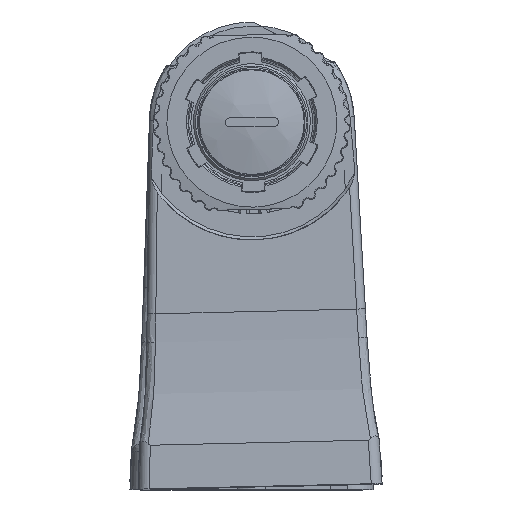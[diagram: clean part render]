
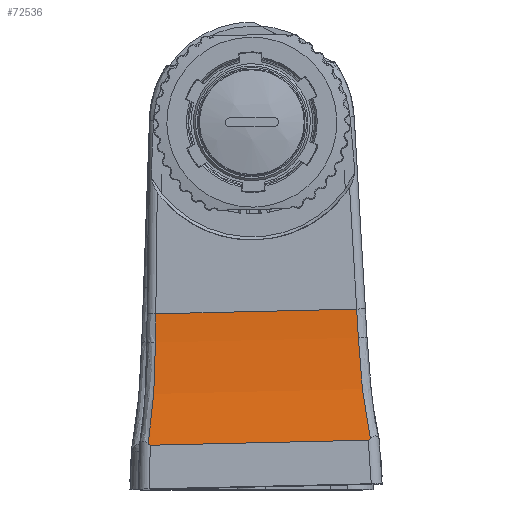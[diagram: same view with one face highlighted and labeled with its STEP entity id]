
A CAD part, top view. The second image highlights one B-rep face of the part: STEP entity #72536.
In plain terms, the highlighted free-form (B-spline) face has degree [1, 2] with [2, 3] control points.
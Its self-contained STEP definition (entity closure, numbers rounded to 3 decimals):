
#218=(
BOUNDED_SURFACE()
B_SPLINE_SURFACE(1,2,((#108911,#108912,#108913),(#108914,#108915,#108916)),
 .UNSPECIFIED.,.F.,.F.,.F.)
B_SPLINE_SURFACE_WITH_KNOTS((2,2),(3,3),(-0.581,0.581),
(-1.401,-0.544),.UNSPECIFIED.)
GEOMETRIC_REPRESENTATION_ITEM()
RATIONAL_B_SPLINE_SURFACE(((1.,0.91,1.),(1.,0.91,
1.)))
REPRESENTATION_ITEM('')
SURFACE()
);
#7037=FACE_OUTER_BOUND('',#11134,.T.);
#11134=EDGE_LOOP('',(#48101,#48102,#48103,#48104,#48105,#48106,#48107,#48108));
#15878=LINE('',#106377,#20998);
#16032=LINE('',#108910,#21152);
#20998=VECTOR('',#84788,10.);
#21152=VECTOR('',#85578,10.);
#25944=B_SPLINE_CURVE_WITH_KNOTS('',3,(#105995,#105996,#105997,#105998),
 .UNSPECIFIED.,.F.,.F.,(4,4),(-0.663,0.),.UNSPECIFIED.);
#25965=B_SPLINE_CURVE_WITH_KNOTS('',3,(#106419,#106420,#106421,#106422),
 .UNSPECIFIED.,.F.,.F.,(4,4),(-0.663,0.),.UNSPECIFIED.);
#26097=B_SPLINE_CURVE_WITH_KNOTS('',3,(#108883,#108884,#108885,#108886,
#108887,#108888,#108889),.UNSPECIFIED.,.F.,.F.,(4,1,1,1,4),(-2.732,
-1.708,-1.025,-0.684,-0.348),
 .UNSPECIFIED.);
#26098=B_SPLINE_CURVE_WITH_KNOTS('',3,(#108892,#108893,#108894,#108895,
#108896,#108897,#108898,#108899),.UNSPECIFIED.,.F.,.F.,(4,2,2,4),(4.043,
4.062,4.08,4.098),.UNSPECIFIED.);
#26099=B_SPLINE_CURVE_WITH_KNOTS('',3,(#108918,#108919,#108920,#108921,
#108922,#108923,#108924,#108925),.UNSPECIFIED.,.F.,.F.,(4,2,2,4),(4.089,
4.107,4.125,4.144),.UNSPECIFIED.);
#26100=B_SPLINE_CURVE_WITH_KNOTS('',3,(#108926,#108927,#108928,#108929,
#108930,#108931,#108932),.UNSPECIFIED.,.F.,.F.,(4,1,1,1,4),(-2.384,
-2.048,-1.707,-1.024,0.),
 .UNSPECIFIED.);
#28472=VERTEX_POINT('',#105992);
#28473=VERTEX_POINT('',#105994);
#28505=VERTEX_POINT('',#106376);
#28511=VERTEX_POINT('',#106418);
#28800=VERTEX_POINT('',#108868);
#28801=VERTEX_POINT('',#108891);
#28805=VERTEX_POINT('',#108907);
#28806=VERTEX_POINT('',#108917);
#35662=EDGE_CURVE('',#28472,#28473,#25944,.T.);
#35704=EDGE_CURVE('',#28505,#28473,#15878,.T.);
#35712=EDGE_CURVE('',#28505,#28511,#25965,.T.);
#36180=EDGE_CURVE('',#28511,#28800,#26097,.T.);
#36181=EDGE_CURVE('',#28800,#28801,#26098,.T.);
#36187=EDGE_CURVE('',#28801,#28805,#16032,.T.);
#36188=EDGE_CURVE('',#28805,#28806,#26099,.T.);
#36189=EDGE_CURVE('',#28806,#28472,#26100,.T.);
#48101=ORIENTED_EDGE('',*,*,#36188,.F.);
#48102=ORIENTED_EDGE('',*,*,#36187,.F.);
#48103=ORIENTED_EDGE('',*,*,#36181,.F.);
#48104=ORIENTED_EDGE('',*,*,#36180,.F.);
#48105=ORIENTED_EDGE('',*,*,#35712,.F.);
#48106=ORIENTED_EDGE('',*,*,#35704,.T.);
#48107=ORIENTED_EDGE('',*,*,#35662,.F.);
#48108=ORIENTED_EDGE('',*,*,#36189,.F.);
#72536=ADVANCED_FACE('',(#7037),#218,.T.);
#84788=DIRECTION('',(-1.,-0.023,0.));
#85578=DIRECTION('',(-1.,-0.023,0.));
#105992=CARTESIAN_POINT('',(-22.095,32.997,469.566));
#105994=CARTESIAN_POINT('',(-22.017,39.576,469.347));
#105995=CARTESIAN_POINT('Ctrl Pts',(-22.095,32.997,
469.566));
#105996=CARTESIAN_POINT('Ctrl Pts',(-22.069,35.188,
469.469));
#105997=CARTESIAN_POINT('Ctrl Pts',(-22.043,37.382,
469.396));
#105998=CARTESIAN_POINT('Ctrl Pts',(-22.017,39.576,
469.347));
#106376=CARTESIAN_POINT('',(24.031,40.645,469.347));
#106377=CARTESIAN_POINT('',(1.007,40.111,469.347));
#106418=CARTESIAN_POINT('',(24.415,34.077,469.566));
#106419=CARTESIAN_POINT('Ctrl Pts',(24.031,40.645,469.347));
#106420=CARTESIAN_POINT('Ctrl Pts',(24.159,38.454,469.396));
#106421=CARTESIAN_POINT('Ctrl Pts',(24.287,36.264,469.469));
#106422=CARTESIAN_POINT('Ctrl Pts',(24.415,34.077,469.566));
#108868=CARTESIAN_POINT('',(27.169,10.89,471.995));
#108883=CARTESIAN_POINT('Ctrl Pts',(24.415,34.077,469.566));
#108884=CARTESIAN_POINT('Ctrl Pts',(24.612,30.696,469.716));
#108885=CARTESIAN_POINT('Ctrl Pts',(25.026,25.071,470.065));
#108886=CARTESIAN_POINT('Ctrl Pts',(25.777,18.398,470.759));
#108887=CARTESIAN_POINT('Ctrl Pts',(26.46,14.04,471.387));
#108888=CARTESIAN_POINT('Ctrl Pts',(26.899,11.913,471.777));
#108889=CARTESIAN_POINT('Ctrl Pts',(27.169,10.89,471.995));
#108891=CARTESIAN_POINT('',(26.701,10.6,472.055));
#108892=CARTESIAN_POINT('Ctrl Pts',(27.169,10.89,471.995));
#108893=CARTESIAN_POINT('Ctrl Pts',(27.129,10.837,472.006));
#108894=CARTESIAN_POINT('Ctrl Pts',(27.086,10.789,472.016));
#108895=CARTESIAN_POINT('Ctrl Pts',(26.994,10.708,472.033));
#108896=CARTESIAN_POINT('Ctrl Pts',(26.94,10.67,472.041));
#108897=CARTESIAN_POINT('Ctrl Pts',(26.824,10.616,472.052));
#108898=CARTESIAN_POINT('Ctrl Pts',(26.761,10.601,472.055));
#108899=CARTESIAN_POINT('Ctrl Pts',(26.701,10.6,472.055));
#108907=CARTESIAN_POINT('',(-23.29,9.44,472.055));
#108910=CARTESIAN_POINT('',(1.706,10.02,472.055));
#108911=CARTESIAN_POINT('Ctrl Pts',(26.477,40.702,469.347));
#108912=CARTESIAN_POINT('Ctrl Pts',(26.935,20.977,469.794));
#108913=CARTESIAN_POINT('Ctrl Pts',(27.176,10.611,472.055));
#108914=CARTESIAN_POINT('Ctrl Pts',(-24.463,39.519,
469.347));
#108915=CARTESIAN_POINT('Ctrl Pts',(-24.005,19.794,
469.794));
#108916=CARTESIAN_POINT('Ctrl Pts',(-23.765,9.429,
472.055));
#108917=CARTESIAN_POINT('',(-23.771,9.708,471.995));
#108918=CARTESIAN_POINT('Ctrl Pts',(-23.29,9.44,
472.055));
#108919=CARTESIAN_POINT('Ctrl Pts',(-23.35,9.438,
472.055));
#108920=CARTESIAN_POINT('Ctrl Pts',(-23.414,9.45,
472.052));
#108921=CARTESIAN_POINT('Ctrl Pts',(-23.532,9.498,
472.041));
#108922=CARTESIAN_POINT('Ctrl Pts',(-23.587,9.534,
472.033));
#108923=CARTESIAN_POINT('Ctrl Pts',(-23.683,9.611,
472.016));
#108924=CARTESIAN_POINT('Ctrl Pts',(-23.728,9.657,472.006));
#108925=CARTESIAN_POINT('Ctrl Pts',(-23.771,9.708,
471.995));
#108926=CARTESIAN_POINT('Ctrl Pts',(-23.771,9.708,
471.995));
#108927=CARTESIAN_POINT('Ctrl Pts',(-23.549,10.742,
471.777));
#108928=CARTESIAN_POINT('Ctrl Pts',(-23.208,12.887,
471.387));
#108929=CARTESIAN_POINT('Ctrl Pts',(-22.728,17.272,
470.759));
#108930=CARTESIAN_POINT('Ctrl Pts',(-22.288,23.972,
470.065));
#108931=CARTESIAN_POINT('Ctrl Pts',(-22.136,29.611,
469.716));
#108932=CARTESIAN_POINT('Ctrl Pts',(-22.095,32.997,
469.566));
